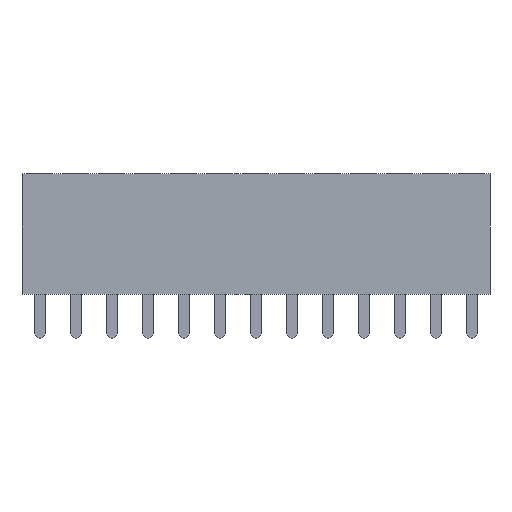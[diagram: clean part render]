
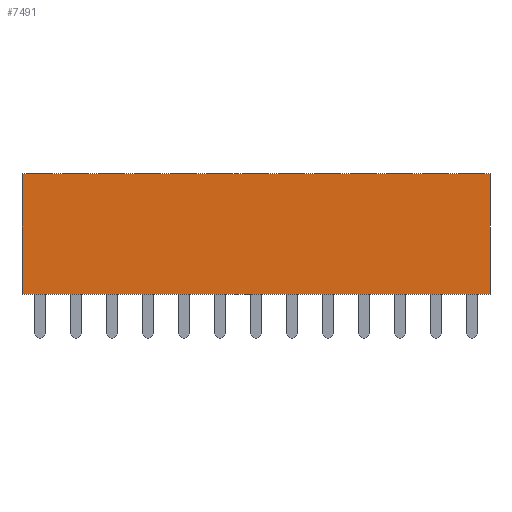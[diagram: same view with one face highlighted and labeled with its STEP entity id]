
A CAD part, front view. The second image highlights one B-rep face of the part: STEP entity #7491.
In plain terms, the highlighted planar face has unit normal (0, -1, 0).
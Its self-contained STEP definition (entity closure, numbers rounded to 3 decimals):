
#243=FACE_OUTER_BOUND('',#718,.T.);
#718=EDGE_LOOP('',(#5451,#5452,#5453,#5454));
#1109=LINE('',#10407,#2145);
#1164=LINE('',#10518,#2200);
#1335=LINE('',#10870,#2371);
#1338=LINE('',#10875,#2374);
#2145=VECTOR('',#8426,10.);
#2200=VECTOR('',#8489,10.);
#2371=VECTOR('',#8848,10.);
#2374=VECTOR('',#8855,10.);
#3162=VERTEX_POINT('',#10404);
#3163=VERTEX_POINT('',#10406);
#3215=VERTEX_POINT('',#10517);
#3302=VERTEX_POINT('',#10869);
#3837=EDGE_CURVE('',#3162,#3163,#1109,.T.);
#3892=EDGE_CURVE('',#3163,#3215,#1164,.T.);
#4063=EDGE_CURVE('',#3302,#3215,#1335,.T.);
#4066=EDGE_CURVE('',#3302,#3162,#1338,.T.);
#5451=ORIENTED_EDGE('',*,*,#4063,.T.);
#5452=ORIENTED_EDGE('',*,*,#3892,.F.);
#5453=ORIENTED_EDGE('',*,*,#3837,.F.);
#5454=ORIENTED_EDGE('',*,*,#4066,.F.);
#7029=PLANE('',#7995);
#7491=ADVANCED_FACE('',(#243),#7029,.T.);
#7995=AXIS2_PLACEMENT_3D('',#10942,#8924,#8925);
#8426=DIRECTION('',(1.,0.,0.));
#8489=DIRECTION('',(0.,0.,-1.));
#8848=DIRECTION('',(1.,0.,0.));
#8855=DIRECTION('',(0.,0.,1.));
#8924=DIRECTION('center_axis',(0.,-1.,0.));
#8925=DIRECTION('ref_axis',(1.,0.,0.));
#10404=CARTESIAN_POINT('',(-16.51,-2.52,8.6));
#10406=CARTESIAN_POINT('',(16.51,-2.52,8.6));
#10407=CARTESIAN_POINT('',(-16.51,-2.52,8.6));
#10517=CARTESIAN_POINT('',(16.51,-2.52,0.1));
#10518=CARTESIAN_POINT('',(16.51,-2.52,0.1));
#10869=CARTESIAN_POINT('',(-16.51,-2.52,0.1));
#10870=CARTESIAN_POINT('',(-16.51,-2.52,0.1));
#10875=CARTESIAN_POINT('',(-16.51,-2.52,0.1));
#10942=CARTESIAN_POINT('Origin',(-16.51,-2.52,0.1));
